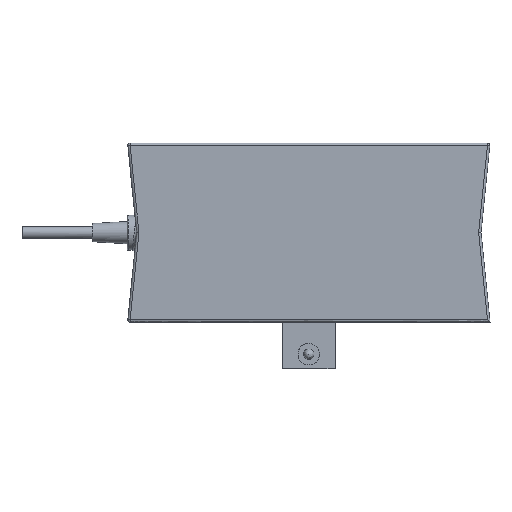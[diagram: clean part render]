
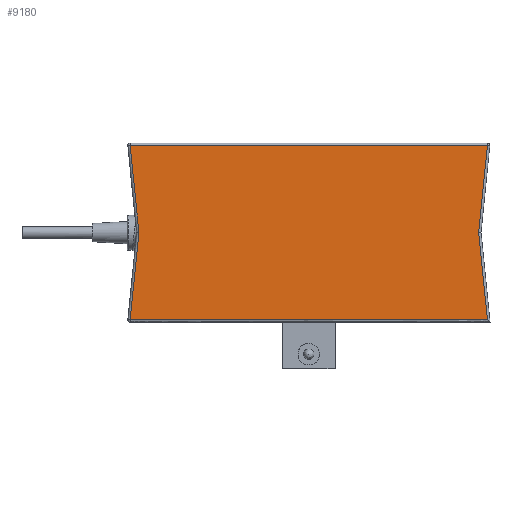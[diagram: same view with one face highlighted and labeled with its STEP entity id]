
A CAD part, top view. The second image highlights one B-rep face of the part: STEP entity #9180.
In plain terms, the highlighted free-form (B-spline) face has degree [1, 1] with [2, 2] control points.
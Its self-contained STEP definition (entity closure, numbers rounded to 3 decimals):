
#8349 = VERTEX_POINT('',#8350);
#8350 = CARTESIAN_POINT('',(73.301,35.742,
    24.563));
#8408 = VERTEX_POINT('',#8409);
#8409 = CARTESIAN_POINT('',(-73.301,35.742,
    24.563));
#8541 = EDGE_CURVE('',#8349,#8542,#8544,.T.);
#8542 = VERTEX_POINT('',#8543);
#8543 = CARTESIAN_POINT('',(69.703,0.,
    24.563));
#8544 = B_SPLINE_CURVE_WITH_KNOTS('',1,(#8545,#8546),.UNSPECIFIED.,.F.,
  .F.,(2,2),(-41.025,-3.587),.PIECEWISE_BEZIER_KNOTS.);
#8545 = CARTESIAN_POINT('',(73.301,35.742,
    24.563));
#8546 = CARTESIAN_POINT('',(69.703,0.,
    24.563));
#8567 = VERTEX_POINT('',#8568);
#8568 = CARTESIAN_POINT('',(-69.723,0.192,
    24.563));
#8583 = VERTEX_POINT('',#8584);
#8584 = CARTESIAN_POINT('',(-69.723,-0.192,
    24.563));
#8590 = EDGE_CURVE('',#8583,#8567,#8591,.T.);
#8591 = ( BOUNDED_CURVE() B_SPLINE_CURVE(2,(#8592,#8593,#8594),
.UNSPECIFIED.,.F.,.F.) B_SPLINE_CURVE_WITH_KNOTS((3,3),(6.183,
6.384),.PIECEWISE_BEZIER_KNOTS.) CURVE() 
GEOMETRIC_REPRESENTATION_ITEM() RATIONAL_B_SPLINE_CURVE((1.,
0.995,1.)) REPRESENTATION_ITEM('') );
#8592 = CARTESIAN_POINT('',(-69.723,-0.192,
    24.563));
#8593 = CARTESIAN_POINT('',(-69.703,0.,
    24.563));
#8594 = CARTESIAN_POINT('',(-69.723,0.192,
    24.563));
#8737 = EDGE_CURVE('',#8542,#8738,#8740,.T.);
#8738 = VERTEX_POINT('',#8739);
#8739 = CARTESIAN_POINT('',(73.301,-35.742,
    24.563));
#8740 = B_SPLINE_CURVE_WITH_KNOTS('',1,(#8741,#8742),.UNSPECIFIED.,.F.,
  .F.,(2,2),(-15.634,21.804),.PIECEWISE_BEZIER_KNOTS.);
#8741 = CARTESIAN_POINT('',(69.703,0.,
    24.563));
#8742 = CARTESIAN_POINT('',(73.301,-35.742,
    24.563));
#8769 = VERTEX_POINT('',#8770);
#8770 = CARTESIAN_POINT('',(-73.301,-35.742,
    24.563));
#8827 = EDGE_CURVE('',#8738,#8769,#8828,.T.);
#8828 = B_SPLINE_CURVE_WITH_KNOTS('',1,(#8829,#8830),.UNSPECIFIED.,.F.,
  .F.,(2,2),(-115.144,37.644),.PIECEWISE_BEZIER_KNOTS.);
#8829 = CARTESIAN_POINT('',(73.301,-35.742,
    24.563));
#8830 = CARTESIAN_POINT('',(-73.301,-35.742,
    24.563));
#8850 = EDGE_CURVE('',#8769,#8583,#8851,.T.);
#8851 = B_SPLINE_CURVE_WITH_KNOTS('',1,(#8852,#8853),.UNSPECIFIED.,.F.,
  .F.,(2,2),(-41.025,-3.789),.PIECEWISE_BEZIER_KNOTS.);
#8852 = CARTESIAN_POINT('',(-73.301,-35.742,
    24.563));
#8853 = CARTESIAN_POINT('',(-69.723,-0.192,
    24.563));
#8872 = EDGE_CURVE('',#8567,#8408,#8873,.T.);
#8873 = B_SPLINE_CURVE_WITH_KNOTS('',1,(#8874,#8875),.UNSPECIFIED.,.F.,
  .F.,(2,2),(-15.433,21.804),.PIECEWISE_BEZIER_KNOTS.);
#8874 = CARTESIAN_POINT('',(-69.723,0.192,
    24.563));
#8875 = CARTESIAN_POINT('',(-73.301,35.742,
    24.563));
#8954 = EDGE_CURVE('',#8408,#8349,#8955,.T.);
#8955 = B_SPLINE_CURVE_WITH_KNOTS('',1,(#8956,#8957),.UNSPECIFIED.,.F.,
  .F.,(2,2),(-115.144,37.644),.PIECEWISE_BEZIER_KNOTS.);
#8956 = CARTESIAN_POINT('',(-73.301,35.742,
    24.563));
#8957 = CARTESIAN_POINT('',(73.301,35.742,
    24.563));
#9180 = ADVANCED_FACE('',(#9181),#9190,.T.);
#9181 = FACE_BOUND('',#9182,.T.);
#9182 = EDGE_LOOP('',(#9183,#9184,#9185,#9186,#9187,#9188,#9189));
#9183 = ORIENTED_EDGE('',*,*,#8590,.F.);
#9184 = ORIENTED_EDGE('',*,*,#8850,.F.);
#9185 = ORIENTED_EDGE('',*,*,#8827,.F.);
#9186 = ORIENTED_EDGE('',*,*,#8737,.F.);
#9187 = ORIENTED_EDGE('',*,*,#8541,.F.);
#9188 = ORIENTED_EDGE('',*,*,#8954,.F.);
#9189 = ORIENTED_EDGE('',*,*,#8872,.F.);
#9190 = B_SPLINE_SURFACE_WITH_KNOTS('',1,1,(
    (#9191,#9192)
    ,(#9193,#9194
    )),.UNSPECIFIED.,.F.,.F.,.F.,(2,2),(2,2),(-76.394,
    76.394),(-37.25,37.25),.PIECEWISE_BEZIER_KNOTS.);
#9191 = CARTESIAN_POINT('',(-73.301,-35.742,
    24.563));
#9192 = CARTESIAN_POINT('',(-73.301,35.742,
    24.563));
#9193 = CARTESIAN_POINT('',(73.301,-35.742,
    24.563));
#9194 = CARTESIAN_POINT('',(73.301,35.742,
    24.563));
